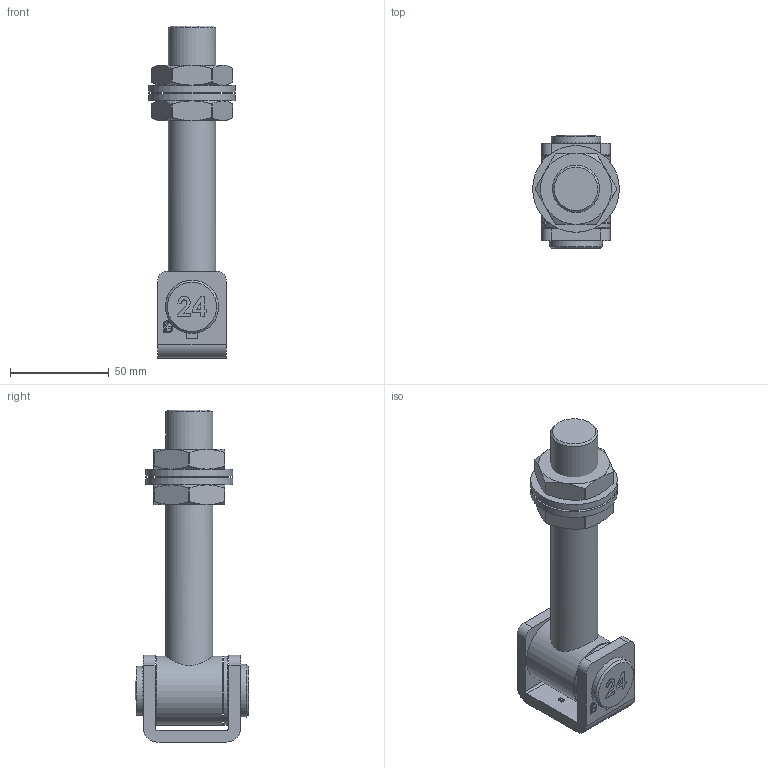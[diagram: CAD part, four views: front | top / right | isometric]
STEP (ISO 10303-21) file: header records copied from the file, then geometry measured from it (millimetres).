
FILE_DESCRIPTION (( 'STEP AP203' ), '1' );
FILE_NAME ('130-M24-FEV.step', '2023-11-30T15:40:31', ( '' ), ( '' ), 'SwSTEP 2.0', 'SolidWorks 2018', '' );
FILE_SCHEMA (( 'CONFIG_CONTROL_DESIGN' ));
Length unit declared in the file: millimetre
Products named in the file (8): 130-Mxx Teil6_130-M24-FEV Teil6; Torband Teil4_130-M24-FEV Teil4; Torband Teil5_130-M24-FEV Teil5; Torband Teil1_130-M24-FEV Teil1; 130-M24-FEV; Torband Teil3_130-M24-FEV Teil3; Torband Teil2_130-M24-FEV Teil2; DIN 936 M8-M24_DIN 936 M24
Assembly tree (9 placements, depth 2):
  130-M24-FEV
    Torband Teil1_130-M24-FEV Teil1
    Torband Teil2_130-M24-FEV Teil2
    Torband Teil3_130-M24-FEV Teil3
    Torband Teil4_130-M24-FEV Teil4
    Torband Teil5_130-M24-FEV Teil5
    DIN 936 M8-M24_DIN 936 M24  x2
    130-Mxx Teil6_130-M24-FEV Teil6  x2
Bounding box: 44 x 57.45 x 168.5 mm (x, y, z)
Volume: 140366.7 mm3; surface area: 47533 mm2
Topology: 9 solids, 9 shells, 597 faces, 1614 edges, 1065 vertices
Faces by surface type: plane 400, bspline 123, cylinder 39, cone 34, sphere 1
Full cylindrical faces by diameter (mm): 8.5 x1, 10 x2, 19.7 x1, 20.5 x2, 20.6 x1, 21 x2, 24 x1, 25 x1, 26 x2, 27 x1, 35 x2, 44 x2
Entity records: 23802 total; most frequent: CARTESIAN_POINT 9790, ORIENTED_EDGE 3016, DIRECTION 2162, EDGE_CURVE 1508, VECTOR 1032, LINE 1032, VERTEX_POINT 1012, EDGE_LOOP 632
